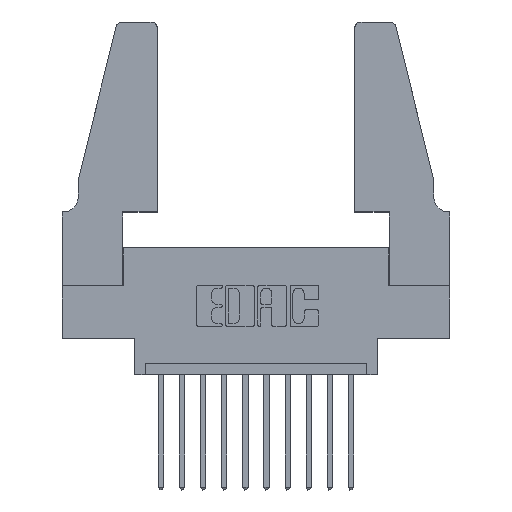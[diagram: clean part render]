
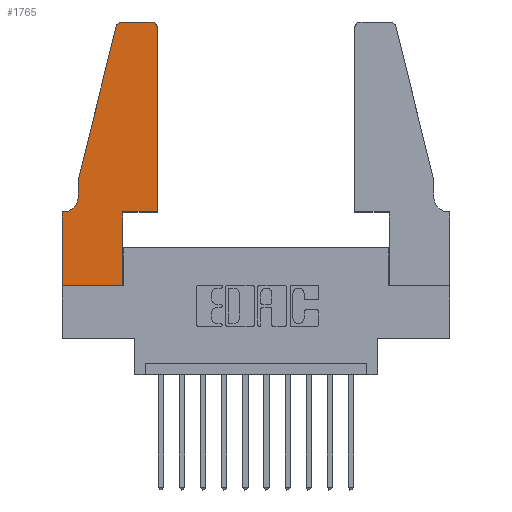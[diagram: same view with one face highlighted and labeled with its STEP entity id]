
A CAD part, top view. The second image highlights one B-rep face of the part: STEP entity #1765.
In plain terms, the highlighted planar face has unit normal (0, 0, 1).
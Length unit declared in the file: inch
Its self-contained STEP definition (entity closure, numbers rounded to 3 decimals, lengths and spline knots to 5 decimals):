
#29 = CARTESIAN_POINT ( 'NONE',  ( 0.0755, 0.5, 0.37 ) ) ;
#181 = EDGE_LOOP ( 'NONE', ( #266, #3864, #6017, #1821, #5367, #2168, #13700, #12270, #12582, #2616, #5405, #6818 ) ) ;
#266 = ORIENTED_EDGE ( 'NONE', *, *, #3835, .T. ) ;
#444 = CARTESIAN_POINT ( 'NONE',  ( 0.4205, 1.25, 0.37 ) ) ;
#556 = CIRCLE ( 'NONE', #7864, 0.07 ) ;
#641 = DIRECTION ( 'NONE',  ( 0., 0., 1. ) ) ;
#1143 = DIRECTION ( 'NONE',  ( -0.239, -0.971, 0. ) ) ;
#1145 = CARTESIAN_POINT ( 'NONE',  ( 0.2865, 0.35, 0.37 ) ) ;
#1471 = VERTEX_POINT ( 'NONE', #2759 ) ;
#1608 = CARTESIAN_POINT ( 'NONE',  ( 0.25487, 1.22718, 0.37 ) ) ;
#1651 = VECTOR ( 'NONE', #1143, 39.37008 ) ;
#1765 = ADVANCED_FACE ( 'NONE', ( #11441 ), #10485, .T. ) ;
#1821 = ORIENTED_EDGE ( 'NONE', *, *, #4803, .T. ) ;
#1888 = DIRECTION ( 'NONE',  ( 0., 1., 0. ) ) ;
#2029 = CARTESIAN_POINT ( 'NONE',  ( 0.2865, 0.35, 0.37 ) ) ;
#2168 = ORIENTED_EDGE ( 'NONE', *, *, #2257, .T. ) ;
#2257 = EDGE_CURVE ( 'NONE', #8355, #8660, #10407, .T. ) ;
#2451 = CARTESIAN_POINT ( 'NONE',  ( 0.2865, 0., 0.37 ) ) ;
#2469 = CARTESIAN_POINT ( 'NONE',  ( 0.4505, 0.35, 0.37 ) ) ;
#2616 = ORIENTED_EDGE ( 'NONE', *, *, #13679, .T. ) ;
#2759 = CARTESIAN_POINT ( 'NONE',  ( 0.284, 1.25, 0.37 ) ) ;
#2839 = CIRCLE ( 'NONE', #12886, 0.03 ) ;
#2906 = DIRECTION ( 'NONE',  ( -1., 0., 0. ) ) ;
#3001 = DIRECTION ( 'NONE',  ( 0., 0., -1. ) ) ;
#3062 = EDGE_CURVE ( 'NONE', #6591, #10514, #8306, .T. ) ;
#3335 = VECTOR ( 'NONE', #9512, 39.37008 ) ;
#3399 = CARTESIAN_POINT ( 'NONE',  ( 0.284, 1.22, 0.37 ) ) ;
#3455 = EDGE_CURVE ( 'NONE', #5746, #5649, #12733, .T. ) ;
#3756 = EDGE_CURVE ( 'NONE', #5649, #13158, #11202, .T. ) ;
#3835 = EDGE_CURVE ( 'NONE', #13158, #1471, #12389, .T. ) ;
#3864 = ORIENTED_EDGE ( 'NONE', *, *, #3894, .T. ) ;
#3894 = EDGE_CURVE ( 'NONE', #1471, #6591, #2839, .T. ) ;
#4237 = VECTOR ( 'NONE', #5807, 39.37008 ) ;
#4329 = VECTOR ( 'NONE', #11030, 39.37008 ) ;
#4503 = CARTESIAN_POINT ( 'NONE',  ( 0.0055, 0.35, 0.37 ) ) ;
#4684 = CARTESIAN_POINT ( 'NONE',  ( 0.4205, 1.22, 0.37 ) ) ;
#4803 = EDGE_CURVE ( 'NONE', #10514, #6813, #9129, .T. ) ;
#5019 = CARTESIAN_POINT ( 'NONE',  ( 0., 0.35, 0.37 ) ) ;
#5367 = ORIENTED_EDGE ( 'NONE', *, *, #10749, .T. ) ;
#5405 = ORIENTED_EDGE ( 'NONE', *, *, #3455, .T. ) ;
#5473 = DIRECTION ( 'NONE',  ( 1., 0., 0. ) ) ;
#5649 = VERTEX_POINT ( 'NONE', #6548 ) ;
#5688 = VERTEX_POINT ( 'NONE', #14017 ) ;
#5746 = VERTEX_POINT ( 'NONE', #12943 ) ;
#5784 = DIRECTION ( 'NONE',  ( 0., 0., 1. ) ) ;
#5807 = DIRECTION ( 'NONE',  ( -1., 0., 0. ) ) ;
#6017 = ORIENTED_EDGE ( 'NONE', *, *, #3062, .T. ) ;
#6227 = CARTESIAN_POINT ( 'NONE',  ( 0.0055, 0.42, 0.37 ) ) ;
#6548 = CARTESIAN_POINT ( 'NONE',  ( 0.4505, 1.22, 0.37 ) ) ;
#6577 = EDGE_CURVE ( 'NONE', #8660, #5688, #9765, .T. ) ;
#6591 = VERTEX_POINT ( 'NONE', #1608 ) ;
#6635 = AXIS2_PLACEMENT_3D ( 'NONE', #5019, #641, #11429 ) ;
#6693 = CARTESIAN_POINT ( 'NONE',  ( 0.0755, 0.5, 0.37 ) ) ;
#6703 = EDGE_CURVE ( 'NONE', #5688, #10800, #9421, .T. ) ;
#6746 = DIRECTION ( 'NONE',  ( 0., 0., 1. ) ) ;
#6752 = CARTESIAN_POINT ( 'NONE',  ( 0.4505, 0.35, 0.37 ) ) ;
#6813 = VERTEX_POINT ( 'NONE', #8881 ) ;
#6818 = ORIENTED_EDGE ( 'NONE', *, *, #3756, .T. ) ;
#6941 = DIRECTION ( 'NONE',  ( 1., 0., 0. ) ) ;
#7598 = VECTOR ( 'NONE', #13518, 39.37008 ) ;
#7693 = VECTOR ( 'NONE', #10313, 39.37008 ) ;
#7829 = DIRECTION ( 'NONE',  ( 1., 0., 0. ) ) ;
#7864 = AXIS2_PLACEMENT_3D ( 'NONE', #6227, #3001, #2906 ) ;
#8177 = CARTESIAN_POINT ( 'NONE',  ( 0., 0., 0.37 ) ) ;
#8306 = LINE ( 'NONE', #29, #1651 ) ;
#8354 = EDGE_CURVE ( 'NONE', #10800, #9174, #8864, .T. ) ;
#8355 = VERTEX_POINT ( 'NONE', #4503 ) ;
#8660 = VERTEX_POINT ( 'NONE', #11159 ) ;
#8864 = LINE ( 'NONE', #1145, #9733 ) ;
#8881 = CARTESIAN_POINT ( 'NONE',  ( 0.0755, 0.42, 0.37 ) ) ;
#9101 = DIRECTION ( 'NONE',  ( 0., 1., 0. ) ) ;
#9129 = LINE ( 'NONE', #6693, #4329 ) ;
#9174 = VERTEX_POINT ( 'NONE', #2029 ) ;
#9421 = LINE ( 'NONE', #11544, #11624 ) ;
#9512 = DIRECTION ( 'NONE',  ( -1., 0., 0. ) ) ;
#9686 = VECTOR ( 'NONE', #9101, 39.37008 ) ;
#9733 = VECTOR ( 'NONE', #1888, 39.37008 ) ;
#9765 = LINE ( 'NONE', #8177, #7693 ) ;
#10024 = LINE ( 'NONE', #2469, #7598 ) ;
#10313 = DIRECTION ( 'NONE',  ( 0., -1., 0. ) ) ;
#10407 = LINE ( 'NONE', #11264, #4237 ) ;
#10485 = PLANE ( 'NONE',  #6635 ) ;
#10514 = VERTEX_POINT ( 'NONE', #13841 ) ;
#10749 = EDGE_CURVE ( 'NONE', #6813, #8355, #556, .T. ) ;
#10800 = VERTEX_POINT ( 'NONE', #2451 ) ;
#11030 = DIRECTION ( 'NONE',  ( 0., -1., 0. ) ) ;
#11159 = CARTESIAN_POINT ( 'NONE',  ( 0., 0.35, 0.37 ) ) ;
#11202 = CIRCLE ( 'NONE', #12628, 0.03 ) ;
#11264 = CARTESIAN_POINT ( 'NONE',  ( 0.0755, 0.35, 0.37 ) ) ;
#11429 = DIRECTION ( 'NONE',  ( 1., 0., 0. ) ) ;
#11441 = FACE_OUTER_BOUND ( 'NONE', #181, .T. ) ;
#11544 = CARTESIAN_POINT ( 'NONE',  ( 0., 0., 0.37 ) ) ;
#11624 = VECTOR ( 'NONE', #5473, 39.37008 ) ;
#12270 = ORIENTED_EDGE ( 'NONE', *, *, #6703, .T. ) ;
#12389 = LINE ( 'NONE', #13708, #3335 ) ;
#12582 = ORIENTED_EDGE ( 'NONE', *, *, #8354, .T. ) ;
#12628 = AXIS2_PLACEMENT_3D ( 'NONE', #4684, #5784, #6941 ) ;
#12733 = LINE ( 'NONE', #6752, #9686 ) ;
#12886 = AXIS2_PLACEMENT_3D ( 'NONE', #3399, #6746, #7829 ) ;
#12943 = CARTESIAN_POINT ( 'NONE',  ( 0.4505, 0.35, 0.37 ) ) ;
#13158 = VERTEX_POINT ( 'NONE', #444 ) ;
#13518 = DIRECTION ( 'NONE',  ( 1., 0., 0. ) ) ;
#13679 = EDGE_CURVE ( 'NONE', #9174, #5746, #10024, .T. ) ;
#13700 = ORIENTED_EDGE ( 'NONE', *, *, #6577, .T. ) ;
#13708 = CARTESIAN_POINT ( 'NONE',  ( 0.2605, 1.25, 0.37 ) ) ;
#13841 = CARTESIAN_POINT ( 'NONE',  ( 0.0755, 0.5, 0.37 ) ) ;
#14017 = CARTESIAN_POINT ( 'NONE',  ( 0., 0., 0.37 ) ) ;
